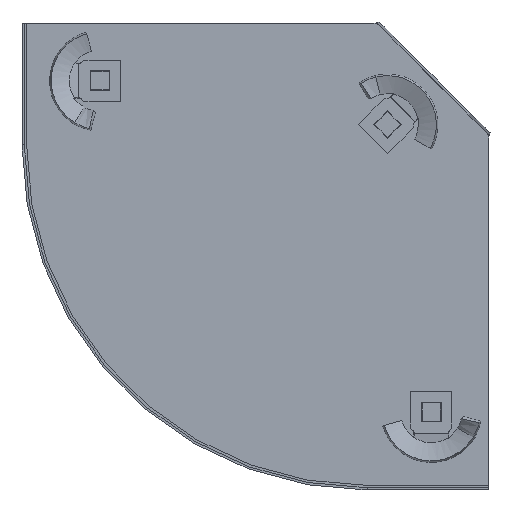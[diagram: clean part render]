
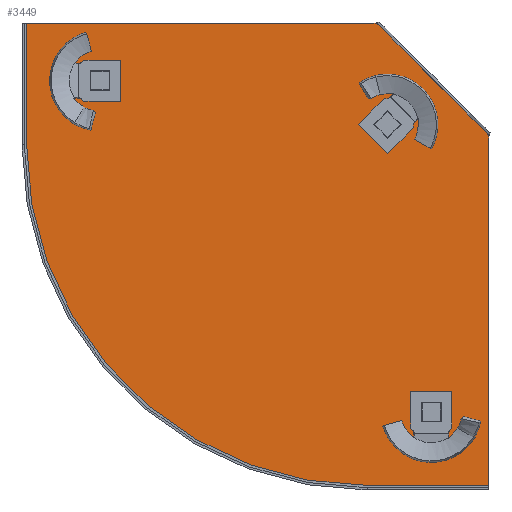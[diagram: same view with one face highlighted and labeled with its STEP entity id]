
A CAD part, front view. The second image highlights one B-rep face of the part: STEP entity #3449.
In plain terms, the highlighted planar face has unit normal (0, -1, 0).
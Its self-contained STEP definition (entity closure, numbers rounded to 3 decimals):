
#28 = DIRECTION ( 'NONE',  ( 0., 1., 0. ) ) ;
#47 = CARTESIAN_POINT ( 'NONE',  ( -48.484, -1., -0.101 ) ) ;
#81 = AXIS2_PLACEMENT_3D ( 'NONE', #5192, #3047, #869 ) ;
#199 = VERTEX_POINT ( 'NONE', #4050 ) ;
#201 = CARTESIAN_POINT ( 'NONE',  ( -53., -1., -53. ) ) ;
#273 = VECTOR ( 'NONE', #3697, 1000. ) ;
#283 = EDGE_CURVE ( 'NONE', #3103, #3512, #5026, .T. ) ;
#393 = CARTESIAN_POINT ( 'NONE',  ( -25., -1., -161.25 ) ) ;
#421 = VERTEX_POINT ( 'NONE', #4555 ) ;
#506 = CARTESIAN_POINT ( 'NONE',  ( -0.101, -1., -48.484 ) ) ;
#573 = CARTESIAN_POINT ( 'NONE',  ( -169.5, -1., -25. ) ) ;
#599 = CARTESIAN_POINT ( 'NONE',  ( -44.092, -1., -44.092 ) ) ;
#602 = VECTOR ( 'NONE', #3655, 1000. ) ;
#640 = CARTESIAN_POINT ( 'NONE',  ( -169.5, -1., -16.75 ) ) ;
#696 = DIRECTION ( 'NONE',  ( 0., 0., -1. ) ) ;
#869 = DIRECTION ( 'NONE',  ( 0., 0., 1. ) ) ;
#875 = CARTESIAN_POINT ( 'NONE',  ( -49.749, -1., -0.046 ) ) ;
#896 = CARTESIAN_POINT ( 'NONE',  ( -201.5, -1., 0. ) ) ;
#897 = CARTESIAN_POINT ( 'NONE',  ( -48.993, -1., -0.141 ) ) ;
#1025 = LINE ( 'NONE', #3343, #2052 ) ;
#1068 = DIRECTION ( 'NONE',  ( 0., 0., 1. ) ) ;
#1078 = PLANE ( 'NONE',  #3636 ) ;
#1174 = ORIENTED_EDGE ( 'NONE', *, *, #4187, .T. ) ;
#1179 = EDGE_LOOP ( 'NONE', ( #4179, #3403 ) ) ;
#1187 = EDGE_LOOP ( 'NONE', ( #1174, #3847 ) ) ;
#1298 = CARTESIAN_POINT ( 'NONE',  ( -169.5, -1., -33.25 ) ) ;
#1366 = CIRCLE ( 'NONE', #5105, 8.25 ) ;
#1459 = CARTESIAN_POINT ( 'NONE',  ( -53., -1., -201.5 ) ) ;
#1483 = DIRECTION ( 'NONE',  ( 0., 1., 0. ) ) ;
#1511 = CIRCLE ( 'NONE', #3672, 8.25 ) ;
#1516 = VERTEX_POINT ( 'NONE', #4414 ) ;
#1559 = CARTESIAN_POINT ( 'NONE',  ( -53., -1., -53. ) ) ;
#1620 = LINE ( 'NONE', #4462, #273 ) ;
#1743 = CARTESIAN_POINT ( 'NONE',  ( -0.141, -1., -48.737 ) ) ;
#1794 = EDGE_CURVE ( 'NONE', #4944, #199, #2410, .T. ) ;
#1860 = VERTEX_POINT ( 'NONE', #393 ) ;
#1861 = AXIS2_PLACEMENT_3D ( 'NONE', #201, #5432, #1068 ) ;
#1998 = ORIENTED_EDGE ( 'NONE', *, *, #2371, .F. ) ;
#2052 = VECTOR ( 'NONE', #2055, 1000. ) ;
#2055 = DIRECTION ( 'NONE',  ( 0., 0., 1. ) ) ;
#2124 = VERTEX_POINT ( 'NONE', #506 ) ;
#2159 = DIRECTION ( 'NONE',  ( 0., 1., 0. ) ) ;
#2160 = CIRCLE ( 'NONE', #1861, 148.5 ) ;
#2215 = CARTESIAN_POINT ( 'NONE',  ( -0.093, -1., -49.499 ) ) ;
#2307 = CARTESIAN_POINT ( 'NONE',  ( -24.293, -1., -24.293 ) ) ;
#2316 = FACE_BOUND ( 'NONE', #3315, .T. ) ;
#2320 = EDGE_CURVE ( 'NONE', #2124, #199, #4141, .T. ) ;
#2326 = AXIS2_PLACEMENT_3D ( 'NONE', #599, #4075, #3147 ) ;
#2371 = EDGE_CURVE ( 'NONE', #4547, #3232, #1620, .T. ) ;
#2401 = ORIENTED_EDGE ( 'NONE', *, *, #5320, .F. ) ;
#2405 = CARTESIAN_POINT ( 'NONE',  ( -44.092, -1., -44.092 ) ) ;
#2410 = B_SPLINE_CURVE_WITH_KNOTS ( 'NONE', 3,
 ( #3463, #875, #5612, #897, #2652, #47 ),
 .UNSPECIFIED., .F., .F.,
 ( 4, 2, 4 ),
 ( 0.011, 0.012, 0.013 ),
 .UNSPECIFIED. ) ;
#2424 = DIRECTION ( 'NONE',  ( 0., 0., 1. ) ) ;
#2479 = VERTEX_POINT ( 'NONE', #3759 ) ;
#2547 = CARTESIAN_POINT ( 'NONE',  ( -44.092, -1., -35.842 ) ) ;
#2610 = DIRECTION ( 'NONE',  ( 0., 0., 1. ) ) ;
#2634 = CARTESIAN_POINT ( 'NONE',  ( -25., -1., -169.5 ) ) ;
#2651 = CARTESIAN_POINT ( 'NONE',  ( -44.092, -1., -52.342 ) ) ;
#2652 = CARTESIAN_POINT ( 'NONE',  ( -48.737, -1., -0.141 ) ) ;
#2687 = DIRECTION ( 'NONE',  ( 0., 0., 1. ) ) ;
#2816 = ORIENTED_EDGE ( 'NONE', *, *, #4212, .T. ) ;
#2888 = ORIENTED_EDGE ( 'NONE', *, *, #2320, .T. ) ;
#2929 = CIRCLE ( 'NONE', #2326, 8.25 ) ;
#2987 = AXIS2_PLACEMENT_3D ( 'NONE', #573, #5270, #2687 ) ;
#3013 = CARTESIAN_POINT ( 'NONE',  ( -0.141, -1., -48.993 ) ) ;
#3046 = VERTEX_POINT ( 'NONE', #2651 ) ;
#3047 = DIRECTION ( 'NONE',  ( 0., 1., 0. ) ) ;
#3048 = EDGE_CURVE ( 'NONE', #3210, #2124, #4543, .T. ) ;
#3052 = VECTOR ( 'NONE', #4000, 1000. ) ;
#3103 = VERTEX_POINT ( 'NONE', #1298 ) ;
#3147 = DIRECTION ( 'NONE',  ( 0., 0., 1. ) ) ;
#3179 = EDGE_CURVE ( 'NONE', #3232, #421, #2160, .T. ) ;
#3188 = ORIENTED_EDGE ( 'NONE', *, *, #283, .T. ) ;
#3210 = VERTEX_POINT ( 'NONE', #3256 ) ;
#3232 = VERTEX_POINT ( 'NONE', #1459 ) ;
#3256 = CARTESIAN_POINT ( 'NONE',  ( 0., -1., -50. ) ) ;
#3263 = DIRECTION ( 'NONE',  ( 0., 1., 0. ) ) ;
#3314 = EDGE_CURVE ( 'NONE', #3210, #4547, #4552, .T. ) ;
#3315 = EDGE_LOOP ( 'NONE', ( #2816, #3188 ) ) ;
#3318 = CARTESIAN_POINT ( 'NONE',  ( 0., -1., -31.332 ) ) ;
#3343 = CARTESIAN_POINT ( 'NONE',  ( -201.5, -1., 0. ) ) ;
#3403 = ORIENTED_EDGE ( 'NONE', *, *, #5620, .T. ) ;
#3449 = ADVANCED_FACE ( 'NONE', ( #5305, #2316, #5035, #4142 ), #1078, .F. ) ;
#3463 = CARTESIAN_POINT ( 'NONE',  ( -50., -1., 0. ) ) ;
#3512 = VERTEX_POINT ( 'NONE', #640 ) ;
#3536 = CARTESIAN_POINT ( 'NONE',  ( 0., -1., -201.5 ) ) ;
#3636 = AXIS2_PLACEMENT_3D ( 'NONE', #1559, #3263, #5018 ) ;
#3655 = DIRECTION ( 'NONE',  ( -0.707, 0., 0.707 ) ) ;
#3672 = AXIS2_PLACEMENT_3D ( 'NONE', #2405, #1483, #2424 ) ;
#3697 = DIRECTION ( 'NONE',  ( -1., 0., 0. ) ) ;
#3759 = CARTESIAN_POINT ( 'NONE',  ( -25., -1., -177.75 ) ) ;
#3804 = VERTEX_POINT ( 'NONE', #2547 ) ;
#3821 = ORIENTED_EDGE ( 'NONE', *, *, #3179, .F. ) ;
#3839 = ORIENTED_EDGE ( 'NONE', *, *, #3314, .F. ) ;
#3847 = ORIENTED_EDGE ( 'NONE', *, *, #4498, .T. ) ;
#3884 = EDGE_CURVE ( 'NONE', #1516, #4944, #5375, .T. ) ;
#3915 = CARTESIAN_POINT ( 'NONE',  ( 0., -1., -50. ) ) ;
#3937 = CARTESIAN_POINT ( 'NONE',  ( -0.046, -1., -49.749 ) ) ;
#3954 = CARTESIAN_POINT ( 'NONE',  ( -50., -1., 0. ) ) ;
#4000 = DIRECTION ( 'NONE',  ( 1., 0., 0. ) ) ;
#4018 = CIRCLE ( 'NONE', #4630, 8.25 ) ;
#4050 = CARTESIAN_POINT ( 'NONE',  ( -48.484, -1., -0.101 ) ) ;
#4075 = DIRECTION ( 'NONE',  ( 0., 1., 0. ) ) ;
#4141 = LINE ( 'NONE', #2307, #602 ) ;
#4142 = FACE_BOUND ( 'NONE', #1179, .T. ) ;
#4179 = ORIENTED_EDGE ( 'NONE', *, *, #4282, .T. ) ;
#4187 = EDGE_CURVE ( 'NONE', #1860, #2479, #1366, .T. ) ;
#4212 = EDGE_CURVE ( 'NONE', #3512, #3103, #4277, .T. ) ;
#4277 = CIRCLE ( 'NONE', #81, 8.25 ) ;
#4282 = EDGE_CURVE ( 'NONE', #3804, #3046, #1511, .T. ) ;
#4407 = VECTOR ( 'NONE', #696, 1000. ) ;
#4414 = CARTESIAN_POINT ( 'NONE',  ( -201.5, -1., 0. ) ) ;
#4444 = ORIENTED_EDGE ( 'NONE', *, *, #1794, .F. ) ;
#4462 = CARTESIAN_POINT ( 'NONE',  ( 0., -1., -201.5 ) ) ;
#4493 = EDGE_LOOP ( 'NONE', ( #3839, #4998, #2888, #4444, #4649, #2401, #3821, #1998 ) ) ;
#4498 = EDGE_CURVE ( 'NONE', #2479, #1860, #4018, .T. ) ;
#4543 = B_SPLINE_CURVE_WITH_KNOTS ( 'NONE', 3,
 ( #3915, #3937, #2215, #3013, #1743, #4754 ),
 .UNSPECIFIED., .F., .F.,
 ( 4, 2, 4 ),
 ( 0.011, 0.012, 0.013 ),
 .UNSPECIFIED. ) ;
#4547 = VERTEX_POINT ( 'NONE', #3536 ) ;
#4552 = LINE ( 'NONE', #3318, #4407 ) ;
#4555 = CARTESIAN_POINT ( 'NONE',  ( -201.5, -1., -53. ) ) ;
#4630 = AXIS2_PLACEMENT_3D ( 'NONE', #2634, #28, #5271 ) ;
#4649 = ORIENTED_EDGE ( 'NONE', *, *, #3884, .F. ) ;
#4754 = CARTESIAN_POINT ( 'NONE',  ( -0.101, -1., -48.484 ) ) ;
#4944 = VERTEX_POINT ( 'NONE', #3954 ) ;
#4998 = ORIENTED_EDGE ( 'NONE', *, *, #3048, .T. ) ;
#5018 = DIRECTION ( 'NONE',  ( 0., 0., 1. ) ) ;
#5026 = CIRCLE ( 'NONE', #2987, 8.25 ) ;
#5035 = FACE_BOUND ( 'NONE', #1187, .T. ) ;
#5105 = AXIS2_PLACEMENT_3D ( 'NONE', #5590, #2159, #2610 ) ;
#5192 = CARTESIAN_POINT ( 'NONE',  ( -169.5, -1., -25. ) ) ;
#5270 = DIRECTION ( 'NONE',  ( 0., 1., 0. ) ) ;
#5271 = DIRECTION ( 'NONE',  ( 0., 0., 1. ) ) ;
#5305 = FACE_OUTER_BOUND ( 'NONE', #4493, .T. ) ;
#5320 = EDGE_CURVE ( 'NONE', #421, #1516, #1025, .T. ) ;
#5375 = LINE ( 'NONE', #896, #3052 ) ;
#5432 = DIRECTION ( 'NONE',  ( 0., 1., 0. ) ) ;
#5590 = CARTESIAN_POINT ( 'NONE',  ( -25., -1., -169.5 ) ) ;
#5612 = CARTESIAN_POINT ( 'NONE',  ( -49.499, -1., -0.093 ) ) ;
#5620 = EDGE_CURVE ( 'NONE', #3046, #3804, #2929, .T. ) ;
